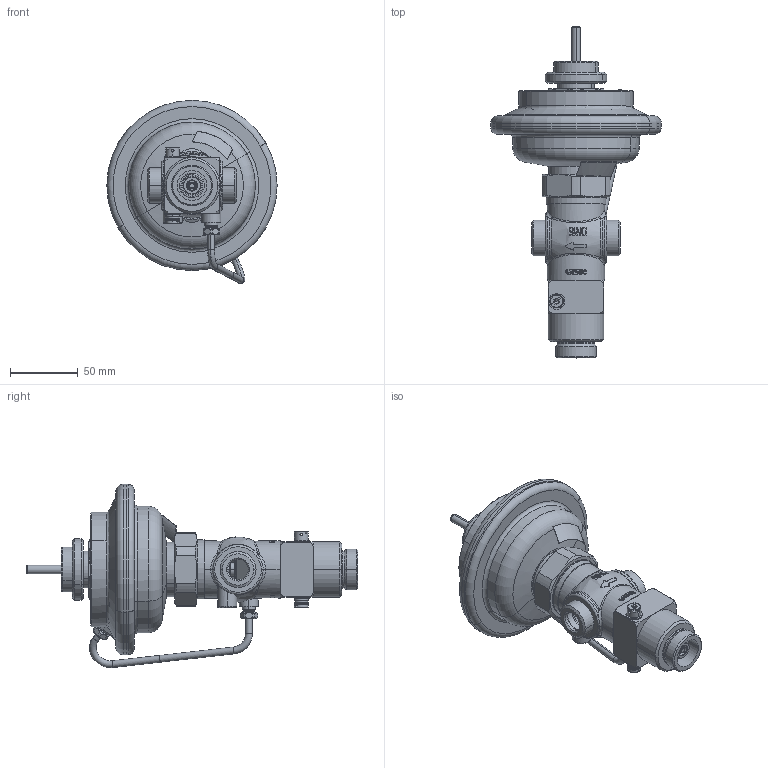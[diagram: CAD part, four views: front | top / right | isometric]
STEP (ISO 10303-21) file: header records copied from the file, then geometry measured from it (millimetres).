
FILE_DESCRIPTION((''),'2;1');
FILE_NAME('003H6771_ASM','2012-06-27T',('u258099'),('Danfoss'),'PRO/ENGINEER BY PARAMETRIC TECHNOLOGY CORPORATION, 2010370','PRO/ENGINEER BY PARAMETRIC TECHNOLOGY CORPORATION, 2010370','');
FILE_SCHEMA(('AUTOMOTIVE_DESIGN { 1 0 10303 214 1 1 1 1 }'));
Products named in the file (24): 8882894; 8882932_ASM; 8883855; 8883860; 8883856; 8882293; 8502117; 5201738; 8882294; 5201737; 8883775_ASM; 88810790_ZAVIH_IZVRTAN; 8883807; 8890090; 8883810; 8883867; 8881085; 8883868; 8883773_ASM; 8881022; 8883503; 8882820; 8883538A; 003H6771_ASM
Assembly tree (25 placements, depth 3):
  003H6771_ASM
    8882932_ASM
      8882894
    8883775_ASM
      8883855
      8883860
      8883856
      8882293
      8502117
      5201738
      8882294
      5201737  x2
    8883773_ASM
      88810790_ZAVIH_IZVRTAN
      8883807
      8890090
      8883810
      8883867
      8881085
      8883868
    8881022  x2
    8883503
    8882820
    8883538A
Bounding box: 125.18 x 244.1 x 134.73 mm (x, y, z)
Volume: 322494.6 mm3; surface area: 164314 mm2
Topology: 22 solids, 22 shells, 1843 faces, 4555 edges, 2837 vertices
Faces by surface type: plane 835, cylinder 415, cone 254, torus 208, bspline 118, sphere 13
Entity records: 69617 total; most frequent: CARTESIAN_POINT 21429, ORIENTED_EDGE 8754, DIRECTION 8224, EDGE_CURVE 4377, AXIS2_PLACEMENT_3D 3331, VERTEX_POINT 2727, EDGE_LOOP 1912, FACE_OUTER_BOUND 1776
